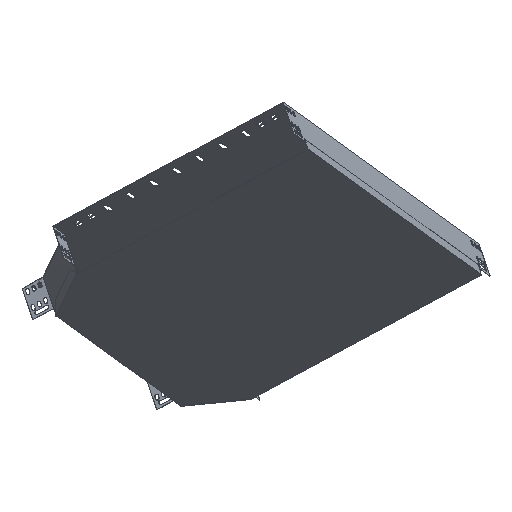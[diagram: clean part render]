
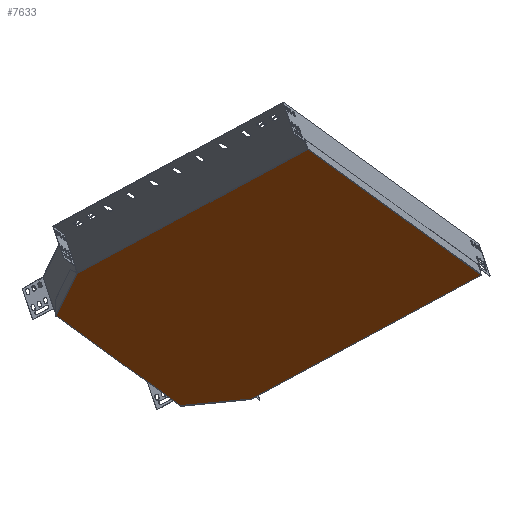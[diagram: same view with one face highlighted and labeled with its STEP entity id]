
A CAD part, front view. The second image highlights one B-rep face of the part: STEP entity #7633.
In plain terms, the highlighted planar face has unit normal (0.283, -0.485, -0.827).
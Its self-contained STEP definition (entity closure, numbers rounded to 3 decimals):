
#108 = CARTESIAN_POINT ( 'NONE',  ( -371.888, 82.037, 48.734 ) ) ;
#160 = LINE ( 'NONE', #4694, #11549 ) ;
#310 = EDGE_CURVE ( 'NONE', #11758, #14175, #160, .T. ) ;
#326 = VECTOR ( 'NONE', #13220, 1000. ) ;
#491 = FACE_OUTER_BOUND ( 'NONE', #2652, .T. ) ;
#538 = EDGE_CURVE ( 'NONE', #8792, #12228, #999, .T. ) ;
#589 = ORIENTED_EDGE ( 'NONE', *, *, #310, .T. ) ;
#999 = LINE ( 'NONE', #7707, #326 ) ;
#1054 = CARTESIAN_POINT ( 'NONE',  ( -145.578, 496.987, -117.381 ) ) ;
#1212 = CARTESIAN_POINT ( 'NONE',  ( -144.539, 497.423, -117.281 ) ) ;
#1243 = CARTESIAN_POINT ( 'NONE',  ( -469.486, 360.008, -147.753 ) ) ;
#1547 = CARTESIAN_POINT ( 'NONE',  ( -14.393, 551.234, -104.358 ) ) ;
#1736 = CARTESIAN_POINT ( 'NONE',  ( -14.227, 550.763, -104.025 ) ) ;
#1894 = CARTESIAN_POINT ( 'NONE',  ( -333.462, -29.205, 127.15 ) ) ;
#1996 = CARTESIAN_POINT ( 'NONE',  ( -334.197, -29.513, 127.08 ) ) ;
#2201 = LINE ( 'NONE', #6561, #7711 ) ;
#2642 = LINE ( 'NONE', #1054, #11092 ) ;
#2652 = EDGE_LOOP ( 'NONE', ( #4509, #5903, #12389, #12533, #8418, #10316, #12349, #11450, #5090, #589 ) ) ;
#3031 = VERTEX_POINT ( 'NONE', #1996 ) ;
#3521 = PLANE ( 'NONE',  #5917 ) ;
#3574 = EDGE_CURVE ( 'NONE', #14175, #12228, #11711, .T. ) ;
#4509 = ORIENTED_EDGE ( 'NONE', *, *, #3574, .T. ) ;
#4521 = LINE ( 'NONE', #1547, #10004 ) ;
#4588 = DIRECTION ( 'NONE',  ( -0.455, -0.827, 0.33 ) ) ;
#4623 = CARTESIAN_POINT ( 'NONE',  ( -14.227, 550.763, -104.025 ) ) ;
#4694 = CARTESIAN_POINT ( 'NONE',  ( -372.439, 81.806, 48.681 ) ) ;
#4776 = LINE ( 'NONE', #6597, #7326 ) ;
#4840 = VERTEX_POINT ( 'NONE', #8572 ) ;
#4893 = DIRECTION ( 'NONE',  ( 0.276, -0.785, 0.555 ) ) ;
#5069 = EDGE_CURVE ( 'NONE', #3031, #6642, #10423, .T. ) ;
#5090 = ORIENTED_EDGE ( 'NONE', *, *, #11254, .F. ) ;
#5198 = CARTESIAN_POINT ( 'NONE',  ( -373.174, 81.498, 48.61 ) ) ;
#5304 = CARTESIAN_POINT ( 'NONE',  ( 90.697, -170.855, 355.302 ) ) ;
#5324 = LINE ( 'NONE', #7305, #13778 ) ;
#5903 = ORIENTED_EDGE ( 'NONE', *, *, #538, .F. ) ;
#5906 = DIRECTION ( 'NONE',  ( 0.919, 0.385, 0.088 ) ) ;
#5917 = AXIS2_PLACEMENT_3D ( 'NONE', #1243, #11198, #4588 ) ;
#5984 = VECTOR ( 'NONE', #7229, 1000. ) ;
#6154 = EDGE_CURVE ( 'NONE', #8792, #4840, #2642, .T. ) ;
#6278 = CARTESIAN_POINT ( 'NONE',  ( -332.911, -28.974, 127.203 ) ) ;
#6307 = VERTEX_POINT ( 'NONE', #6945 ) ;
#6561 = CARTESIAN_POINT ( 'NONE',  ( -373.486, 82.386, 47.983 ) ) ;
#6597 = CARTESIAN_POINT ( 'NONE',  ( 90.021, -170.629, 354.938 ) ) ;
#6642 = VERTEX_POINT ( 'NONE', #6278 ) ;
#6945 = CARTESIAN_POINT ( 'NONE',  ( 409.38, 408.882, 124.074 ) ) ;
#7229 = DIRECTION ( 'NONE',  ( 0.845, -0.283, 0.455 ) ) ;
#7305 = CARTESIAN_POINT ( 'NONE',  ( 90.182, -171.791, 355.675 ) ) ;
#7326 = VECTOR ( 'NONE', #13175, 1000. ) ;
#7633 = ADVANCED_FACE ( 'NONE', ( #491 ), #3521, .F. ) ;
#7707 = CARTESIAN_POINT ( 'NONE',  ( -144.318, 496.795, -116.837 ) ) ;
#7711 = VECTOR ( 'NONE', #12107, 1000. ) ;
#7864 = DIRECTION ( 'NONE',  ( 0.455, 0.827, -0.33 ) ) ;
#8418 = ORIENTED_EDGE ( 'NONE', *, *, #12305, .T. ) ;
#8454 = DIRECTION ( 'NONE',  ( 0.455, 0.827, -0.33 ) ) ;
#8572 = CARTESIAN_POINT ( 'NONE',  ( -14.613, 551.862, -104.802 ) ) ;
#8770 = VECTOR ( 'NONE', #7864, 1000. ) ;
#8792 = VERTEX_POINT ( 'NONE', #1212 ) ;
#9107 = VERTEX_POINT ( 'NONE', #4623 ) ;
#9605 = EDGE_CURVE ( 'NONE', #12512, #6642, #4776, .T. ) ;
#9717 = VECTOR ( 'NONE', #11819, 1000. ) ;
#9915 = EDGE_CURVE ( 'NONE', #4840, #9107, #4521, .T. ) ;
#10004 = VECTOR ( 'NONE', #4893, 1000. ) ;
#10316 = ORIENTED_EDGE ( 'NONE', *, *, #14308, .F. ) ;
#10423 = LINE ( 'NONE', #1894, #9717 ) ;
#11092 = VECTOR ( 'NONE', #14262, 1000. ) ;
#11198 = DIRECTION ( 'NONE',  ( -0.283, 0.485, 0.827 ) ) ;
#11254 = EDGE_CURVE ( 'NONE', #11758, #3031, #2201, .T. ) ;
#11444 = CARTESIAN_POINT ( 'NONE',  ( -371.888, 82.037, 48.734 ) ) ;
#11450 = ORIENTED_EDGE ( 'NONE', *, *, #5069, .F. ) ;
#11549 = VECTOR ( 'NONE', #5906, 1000. ) ;
#11593 = CARTESIAN_POINT ( 'NONE',  ( -144.153, 496.324, -116.504 ) ) ;
#11711 = LINE ( 'NONE', #108, #8770 ) ;
#11758 = VERTEX_POINT ( 'NONE', #5198 ) ;
#11819 = DIRECTION ( 'NONE',  ( 0.919, 0.385, 0.088 ) ) ;
#11828 = LINE ( 'NONE', #1736, #5984 ) ;
#12107 = DIRECTION ( 'NONE',  ( 0.276, -0.785, 0.555 ) ) ;
#12228 = VERTEX_POINT ( 'NONE', #11593 ) ;
#12305 = EDGE_CURVE ( 'NONE', #9107, #6307, #11828, .T. ) ;
#12349 = ORIENTED_EDGE ( 'NONE', *, *, #9605, .T. ) ;
#12389 = ORIENTED_EDGE ( 'NONE', *, *, #6154, .T. ) ;
#12512 = VERTEX_POINT ( 'NONE', #5304 ) ;
#12533 = ORIENTED_EDGE ( 'NONE', *, *, #9915, .T. ) ;
#13175 = DIRECTION ( 'NONE',  ( -0.845, 0.283, -0.455 ) ) ;
#13220 = DIRECTION ( 'NONE',  ( 0.276, -0.785, 0.555 ) ) ;
#13778 = VECTOR ( 'NONE', #8454, 1000. ) ;
#14175 = VERTEX_POINT ( 'NONE', #11444 ) ;
#14262 = DIRECTION ( 'NONE',  ( 0.919, 0.385, 0.088 ) ) ;
#14308 = EDGE_CURVE ( 'NONE', #12512, #6307, #5324, .T. ) ;
